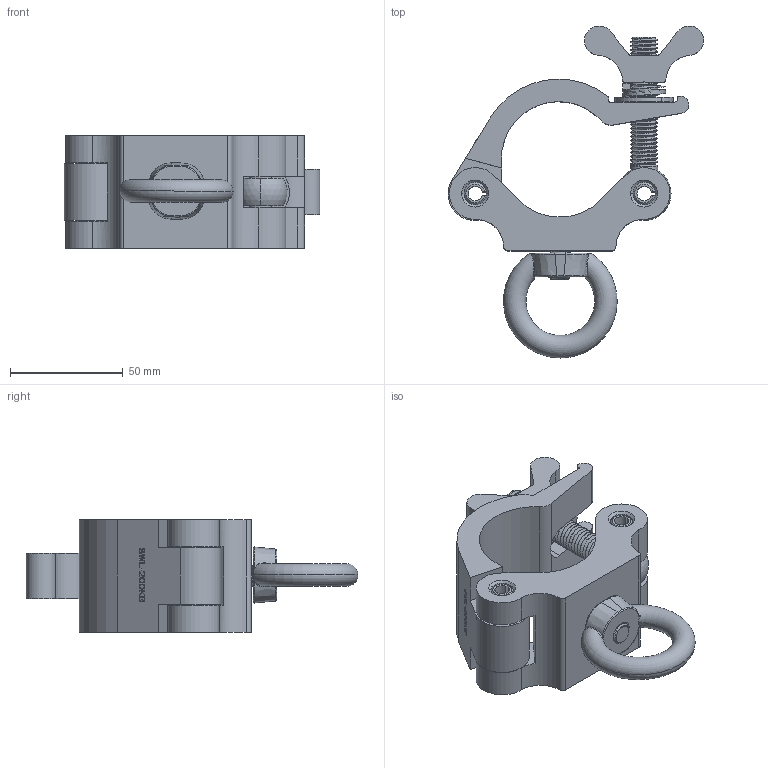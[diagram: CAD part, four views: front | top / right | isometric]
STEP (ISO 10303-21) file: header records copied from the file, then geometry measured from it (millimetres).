
FILE_DESCRIPTION(/* description */ ('50mm Medium Duty Clamp with Eye Nut'),/* implementation_level */ '2;1');
FILE_NAME(/* name */ 'EVT50C-BEC.step',/* time_stamp */ '2024-01-24T15:53:19-08:00',/* author */ (''),/* organization */ (''),/* preprocessor_version */ 'ST-DEVELOPER v20',/* originating_system */ 'Autodesk Translation Framework v12.14.0.127',/* authorisation */ '');
FILE_SCHEMA (('AUTOMOTIVE_DESIGN { 1 0 10303 214 3 1 1 }'));
Length unit declared in the file: millimetre
Products named in the file (1): EVT50C-BEC
Bounding box: 113.48 x 147.42 x 50 mm (x, y, z)
Volume: 172702.6 mm3; surface area: 59183.5 mm2
Topology: 10 solids, 10 shells, 595 faces, 1630 edges, 1065 vertices
Faces by surface type: plane 327, cylinder 154, bspline 70, cone 40, torus 2, sphere 2
Entity records: 30316 total; most frequent: CARTESIAN_POINT 15885, ORIENTED_EDGE 3260, DIRECTION 2548, EDGE_CURVE 1630, LINE 1090, VECTOR 1090, VERTEX_POINT 1065, AXIS2_PLACEMENT_3D 729
